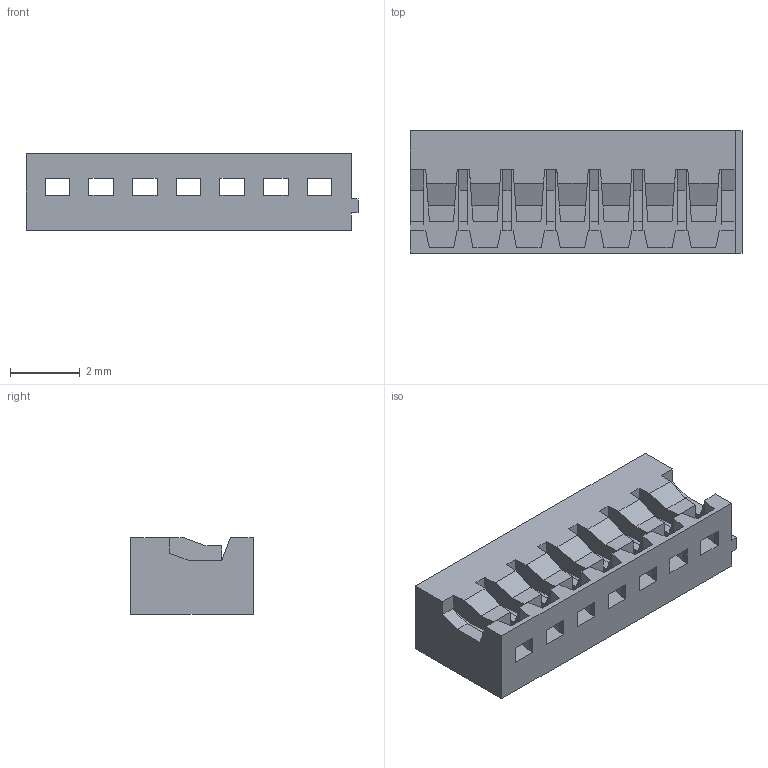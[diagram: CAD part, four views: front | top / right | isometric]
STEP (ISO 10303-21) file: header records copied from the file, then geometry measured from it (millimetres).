
FILE_DESCRIPTION((''),'2;1');
FILE_NAME('510220700','2007-09-26T',('av'),(''),'PRO/ENGINEER BY PARAMETRIC TECHNOLOGY CORPORATION, 2003451','PRO/ENGINEER BY PARAMETRIC TECHNOLOGY CORPORATION, 2003451','');
FILE_SCHEMA(('CONFIG_CONTROL_DESIGN'));
Length unit declared in the file: millimetre
Products named in the file (1): 510220700
Bounding box: 9.5 x 3.5 x 2.2 mm (x, y, z)
Volume: 47.2 mm3; surface area: 215.1 mm2
Topology: 1 solids, 1 shells, 337 faces, 970 edges, 628 vertices
Faces by surface type: plane 337
Entity records: 10766 total; most frequent: CARTESIAN_POINT 1909, ORIENTED_EDGE 1898, DIRECTION 1662, VECTOR 956, LINE 956, EDGE_CURVE 949, VERTEX_POINT 600, AXIS2_PLACEMENT_3D 353
